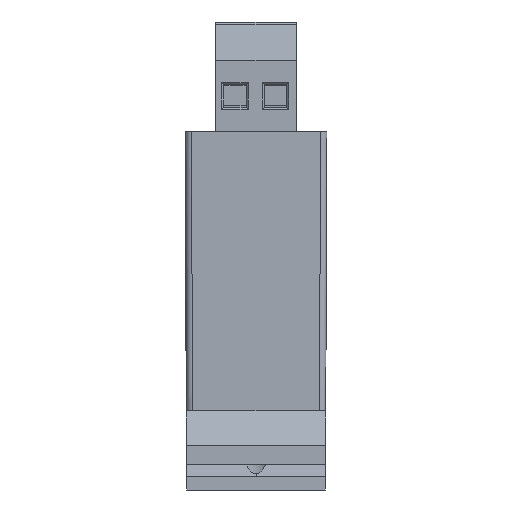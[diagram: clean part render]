
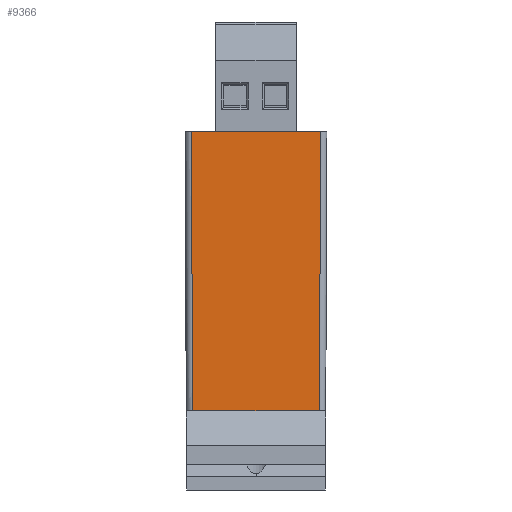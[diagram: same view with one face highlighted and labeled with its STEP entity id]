
A CAD part, left-side view. The second image highlights one B-rep face of the part: STEP entity #9366.
In plain terms, the highlighted planar face has unit normal (-1, 0, -0.009).
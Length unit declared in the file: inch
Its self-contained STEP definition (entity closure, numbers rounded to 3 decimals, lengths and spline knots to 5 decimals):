
#148 = CARTESIAN_POINT ( 'NONE',  ( -0.9875, -0.885, 0.392 ) ) ;
#149 = DIRECTION ( 'NONE',  ( 0., 1., 0. ) ) ;
#1274 = AXIS2_PLACEMENT_3D ( 'NONE', #10487, #10488, #10489 ) ;
#2997 = LINE ( 'NONE', #148, #7157 ) ;
#3062 = LINE ( 'NONE', #8063, #7236 ) ;
#3640 = CARTESIAN_POINT ( 'NONE',  ( -0.99995, 0.31895, 1.76475 ) ) ;
#3769 = DIRECTION ( 'NONE',  ( 0.009, -0.004, -1. ) ) ;
#3879 = CARTESIAN_POINT ( 'NONE',  ( -0.9875, 0.31296, 0.392 ) ) ;
#4169 = VERTEX_POINT ( 'NONE', #8471 ) ;
#4201 = VERTEX_POINT ( 'NONE', #8595 ) ;
#4404 = VERTEX_POINT ( 'NONE', #8678 ) ;
#4706 = VERTEX_POINT ( 'NONE', #3879 ) ;
#5519 = EDGE_CURVE ( 'NONE', #4201, #4706, #8878, .T. ) ;
#5534 = EDGE_CURVE ( 'NONE', #4169, #4404, #8804, .T. ) ;
#5624 = EDGE_CURVE ( 'NONE', #4404, #4201, #3062, .T. ) ;
#5723 = EDGE_CURVE ( 'NONE', #4169, #4706, #2997, .T. ) ;
#6375 = EDGE_LOOP ( 'NONE', ( #8864, #8858, #8869, #8837 ) ) ;
#7157 = VECTOR ( 'NONE', #149, 39.37008 ) ;
#7236 = VECTOR ( 'NONE', #8060, 39.37008 ) ;
#7407 = VECTOR ( 'NONE', #3769, 39.37008 ) ;
#7573 = VECTOR ( 'NONE', #8145, 39.37008 ) ;
#8060 = DIRECTION ( 'NONE',  ( 0., 1., 0. ) ) ;
#8063 = CARTESIAN_POINT ( 'NONE',  ( -1., -0.3425, 1.77 ) ) ;
#8145 = DIRECTION ( 'NONE',  ( -0.009, -0.004, 1. ) ) ;
#8147 = CARTESIAN_POINT ( 'NONE',  ( -1.00002, -0.31898, 1.77247 ) ) ;
#8471 = CARTESIAN_POINT ( 'NONE',  ( -0.9875, -0.31296, 0.392 ) ) ;
#8595 = CARTESIAN_POINT ( 'NONE',  ( -1., 0.31897, 1.77 ) ) ;
#8678 = CARTESIAN_POINT ( 'NONE',  ( -1., -0.31897, 1.77 ) ) ;
#8804 = LINE ( 'NONE', #8147, #7573 ) ;
#8837 = ORIENTED_EDGE ( 'NONE', *, *, #5534, .T. ) ;
#8858 = ORIENTED_EDGE ( 'NONE', *, *, #5519, .T. ) ;
#8864 = ORIENTED_EDGE ( 'NONE', *, *, #5624, .T. ) ;
#8869 = ORIENTED_EDGE ( 'NONE', *, *, #5723, .F. ) ;
#8878 = LINE ( 'NONE', #3640, #7407 ) ;
#9366 = ADVANCED_FACE ( 'NONE', ( #11280 ), #10486, .F. ) ;
#10486 = PLANE ( 'NONE',  #1274 ) ;
#10487 = CARTESIAN_POINT ( 'NONE',  ( -1., -0.885, 1.77 ) ) ;
#10488 = DIRECTION ( 'NONE',  ( 1., 0., 0.009 ) ) ;
#10489 = DIRECTION ( 'NONE',  ( 0.009, 0., -1. ) ) ;
#11280 = FACE_OUTER_BOUND ( 'NONE', #6375, .T. ) ;
